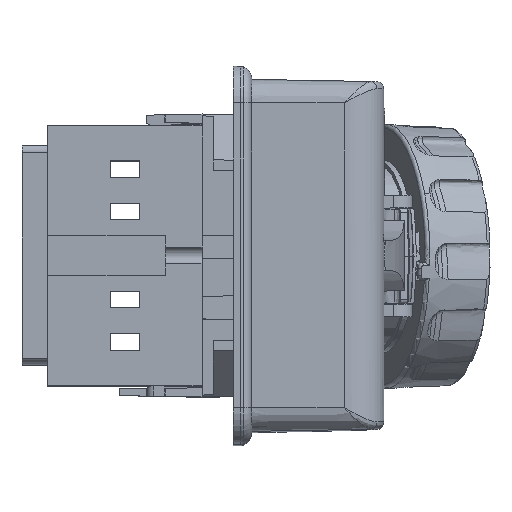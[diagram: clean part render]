
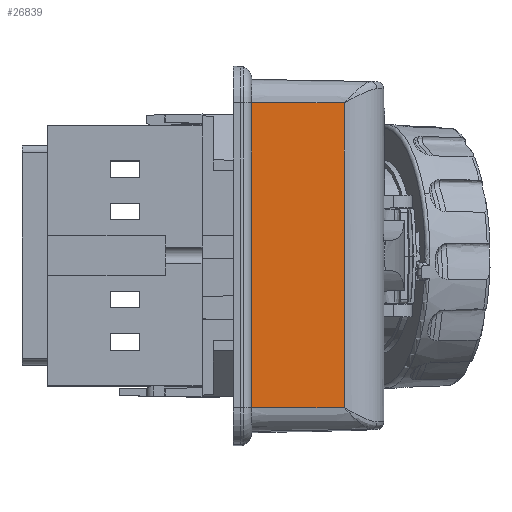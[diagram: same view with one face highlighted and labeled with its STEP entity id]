
A CAD part, top view. The second image highlights one B-rep face of the part: STEP entity #26839.
In plain terms, the highlighted planar face has unit normal (0.018, 0, 1).
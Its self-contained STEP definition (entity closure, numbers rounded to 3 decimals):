
#2253=CARTESIAN_POINT('',(14.192,41.5,111.46));
#2255=DIRECTION('',(-1.,0.,0.017));
#2256=VECTOR('',#2255,25.196);
#2257=CARTESIAN_POINT('',(14.192,-41.5,111.46));
#2258=LINE('',#2257,#2256);
#2259=DIRECTION('',(0.,1.,0.));
#2260=VECTOR('',#2259,83.);
#2261=CARTESIAN_POINT('',(-11.,-41.5,111.9));
#2262=LINE('',#2261,#2260);
#2263=DIRECTION('',(1.,0.,-0.017));
#2264=VECTOR('',#2263,25.196);
#2265=CARTESIAN_POINT('',(-11.,41.5,111.9));
#2266=LINE('',#2265,#2264);
#2319=CARTESIAN_POINT('',(14.192,-41.5,111.46));
#2334=DIRECTION('',(0.,1.,0.));
#2335=VECTOR('',#2334,83.);
#2336=CARTESIAN_POINT('',(14.192,-41.5,111.46));
#2337=LINE('',#2336,#2335);
#21084=VERTEX_POINT('',#2253);
#21110=VERTEX_POINT('',#2319);
#21907=CARTESIAN_POINT('',(-11.,-41.5,111.9));
#21909=VERTEX_POINT('',#21907);
#21910=CARTESIAN_POINT('',(-11.,41.5,111.9));
#21911=VERTEX_POINT('',#21910);
#26826=CARTESIAN_POINT('',(-11.,0.,111.9));
#26827=DIRECTION('',(-0.017,0.,-1.));
#26828=DIRECTION('',(0.,-1.,0.));
#26829=AXIS2_PLACEMENT_3D('',#26826,#26827,#26828);
#26830=PLANE('',#26829);
#26832=ORIENTED_EDGE('',*,*,#26831,.T.);
#26833=ORIENTED_EDGE('',*,*,#26636,.T.);
#26834=ORIENTED_EDGE('',*,*,#26817,.T.);
#26836=ORIENTED_EDGE('',*,*,#26835,.F.);
#26837=EDGE_LOOP('',(#26832,#26833,#26834,#26836));
#26838=FACE_OUTER_BOUND('',#26837,.F.);
#26839=ADVANCED_FACE('',(#26838),#26830,.F.);
#26636=EDGE_CURVE('',#21909,#21911,#2262,.T.);
#26817=EDGE_CURVE('',#21911,#21084,#2266,.T.);
#26831=EDGE_CURVE('',#21110,#21909,#2258,.T.);
#26835=EDGE_CURVE('',#21110,#21084,#2337,.T.);
